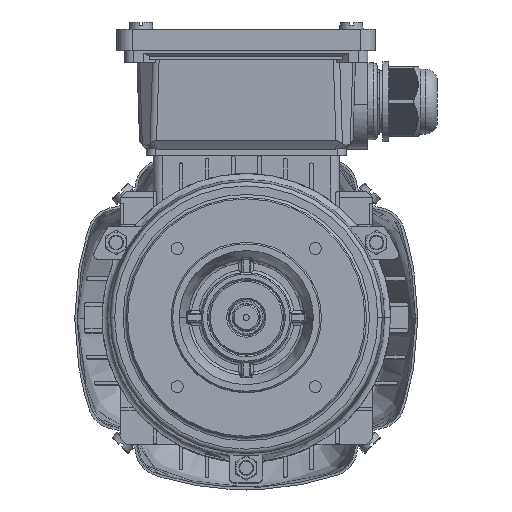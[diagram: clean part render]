
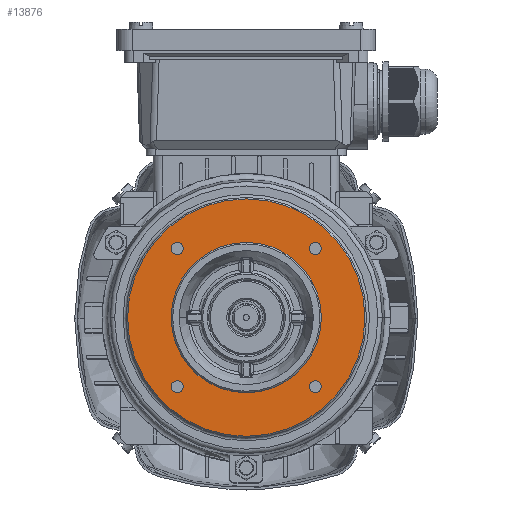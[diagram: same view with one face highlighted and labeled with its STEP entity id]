
A CAD part, top view. The second image highlights one B-rep face of the part: STEP entity #13876.
In plain terms, the highlighted planar face has unit normal (0, 0, 1).
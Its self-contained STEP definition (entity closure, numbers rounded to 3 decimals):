
#1323=PLANE('',#58411);
#2810=FACE_BOUND('',#20183,.T.);
#2811=FACE_BOUND('',#20184,.T.);
#2812=FACE_BOUND('',#20185,.T.);
#2813=FACE_BOUND('',#20186,.T.);
#2814=FACE_BOUND('',#20187,.T.);
#2815=FACE_BOUND('',#20188,.T.);
#13876=ADVANCED_FACE('',(#2810,#2811,#2812,#2813,#2814,#2815),#1323,.T.);
#20183=EDGE_LOOP('',(#30697));
#20184=EDGE_LOOP('',(#30698,#30699));
#20185=EDGE_LOOP('',(#30700,#30701));
#20186=EDGE_LOOP('',(#30702,#30703));
#20187=EDGE_LOOP('',(#30704,#30705));
#20188=EDGE_LOOP('',(#30706));
#23407=CIRCLE('',#58401,39.5);
#23408=CIRCLE('',#58402,2.);
#23409=CIRCLE('',#58403,2.);
#23410=CIRCLE('',#58404,2.);
#23411=CIRCLE('',#58405,2.);
#23412=CIRCLE('',#58406,2.);
#23413=CIRCLE('',#58407,2.);
#23414=CIRCLE('',#58408,2.);
#23415=CIRCLE('',#58409,2.);
#23416=CIRCLE('',#58410,25.);
#30697=ORIENTED_EDGE('',*,*,#49474,.T.);
#30698=ORIENTED_EDGE('',*,*,#49475,.T.);
#30699=ORIENTED_EDGE('',*,*,#49476,.T.);
#30700=ORIENTED_EDGE('',*,*,#49477,.T.);
#30701=ORIENTED_EDGE('',*,*,#49478,.T.);
#30702=ORIENTED_EDGE('',*,*,#49479,.T.);
#30703=ORIENTED_EDGE('',*,*,#49480,.T.);
#30704=ORIENTED_EDGE('',*,*,#49481,.T.);
#30705=ORIENTED_EDGE('',*,*,#49482,.T.);
#30706=ORIENTED_EDGE('',*,*,#49483,.F.);
#43088=VERTEX_POINT('',#85657);
#43089=VERTEX_POINT('',#85659);
#43090=VERTEX_POINT('',#85660);
#43091=VERTEX_POINT('',#85663);
#43092=VERTEX_POINT('',#85664);
#43093=VERTEX_POINT('',#85667);
#43094=VERTEX_POINT('',#85668);
#43095=VERTEX_POINT('',#85671);
#43096=VERTEX_POINT('',#85672);
#43097=VERTEX_POINT('',#85675);
#49474=EDGE_CURVE('',#43088,#43088,#23407,.T.);
#49475=EDGE_CURVE('',#43089,#43090,#23408,.T.);
#49476=EDGE_CURVE('',#43090,#43089,#23409,.T.);
#49477=EDGE_CURVE('',#43091,#43092,#23410,.T.);
#49478=EDGE_CURVE('',#43092,#43091,#23411,.T.);
#49479=EDGE_CURVE('',#43093,#43094,#23412,.T.);
#49480=EDGE_CURVE('',#43094,#43093,#23413,.T.);
#49481=EDGE_CURVE('',#43095,#43096,#23414,.T.);
#49482=EDGE_CURVE('',#43096,#43095,#23415,.T.);
#49483=EDGE_CURVE('',#43097,#43097,#23416,.T.);
#58401=AXIS2_PLACEMENT_3D('',#85656,#67528,#67529);
#58402=AXIS2_PLACEMENT_3D('',#85658,#67530,#67531);
#58403=AXIS2_PLACEMENT_3D('',#85661,#67532,#67533);
#58404=AXIS2_PLACEMENT_3D('',#85662,#67534,#67535);
#58405=AXIS2_PLACEMENT_3D('',#85665,#67536,#67537);
#58406=AXIS2_PLACEMENT_3D('',#85666,#67538,#67539);
#58407=AXIS2_PLACEMENT_3D('',#85669,#67540,#67541);
#58408=AXIS2_PLACEMENT_3D('',#85670,#67542,#67543);
#58409=AXIS2_PLACEMENT_3D('',#85673,#67544,#67545);
#58410=AXIS2_PLACEMENT_3D('',#85674,#67546,#67547);
#58411=AXIS2_PLACEMENT_3D('',#85676,#67548,#67549);
#67528=DIRECTION('',(0.,0.,1.));
#67529=DIRECTION('',(1.,0.,0.));
#67530=DIRECTION('',(0.,0.,-1.));
#67531=DIRECTION('',(1.,0.,0.));
#67532=DIRECTION('',(0.,0.,-1.));
#67533=DIRECTION('',(1.,0.,0.));
#67534=DIRECTION('',(0.,0.,-1.));
#67535=DIRECTION('',(1.,0.,0.));
#67536=DIRECTION('',(0.,0.,-1.));
#67537=DIRECTION('',(1.,0.,0.));
#67538=DIRECTION('',(0.,0.,-1.));
#67539=DIRECTION('',(1.,0.,0.));
#67540=DIRECTION('',(0.,0.,-1.));
#67541=DIRECTION('',(1.,0.,0.));
#67542=DIRECTION('',(0.,0.,-1.));
#67543=DIRECTION('',(1.,0.,0.));
#67544=DIRECTION('',(0.,0.,-1.));
#67545=DIRECTION('',(1.,0.,0.));
#67546=DIRECTION('',(0.,0.,1.));
#67547=DIRECTION('',(1.,0.,0.));
#67548=DIRECTION('',(0.,0.,1.));
#67549=DIRECTION('',(-1.,0.,0.));
#85656=CARTESIAN_POINT('',(3.419,-1.496,71.5));
#85657=CARTESIAN_POINT('',(42.919,-1.496,71.5));
#85658=CARTESIAN_POINT('',(-19.562,-24.477,71.5));
#85659=CARTESIAN_POINT('',(-17.562,-24.477,71.5));
#85660=CARTESIAN_POINT('',(-21.562,-24.477,71.5));
#85661=CARTESIAN_POINT('',(-19.562,-24.477,71.5));
#85662=CARTESIAN_POINT('',(-19.562,21.485,71.5));
#85663=CARTESIAN_POINT('',(-17.562,21.485,71.5));
#85664=CARTESIAN_POINT('',(-21.562,21.485,71.5));
#85665=CARTESIAN_POINT('',(-19.562,21.485,71.5));
#85666=CARTESIAN_POINT('',(26.4,21.485,71.5));
#85667=CARTESIAN_POINT('',(28.4,21.485,71.5));
#85668=CARTESIAN_POINT('',(24.4,21.485,71.5));
#85669=CARTESIAN_POINT('',(26.4,21.485,71.5));
#85670=CARTESIAN_POINT('',(26.4,-24.477,71.5));
#85671=CARTESIAN_POINT('',(28.4,-24.477,71.5));
#85672=CARTESIAN_POINT('',(24.4,-24.477,71.5));
#85673=CARTESIAN_POINT('',(26.4,-24.477,71.5));
#85674=CARTESIAN_POINT('',(3.419,-1.496,71.5));
#85675=CARTESIAN_POINT('',(28.419,-1.496,71.5));
#85676=CARTESIAN_POINT('',(3.419,-16.903,71.5));
